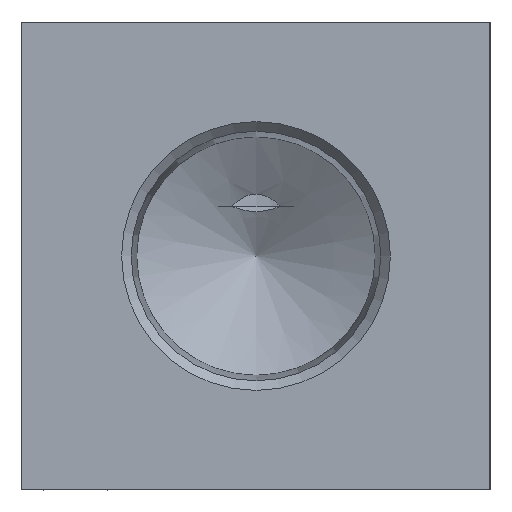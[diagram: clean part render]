
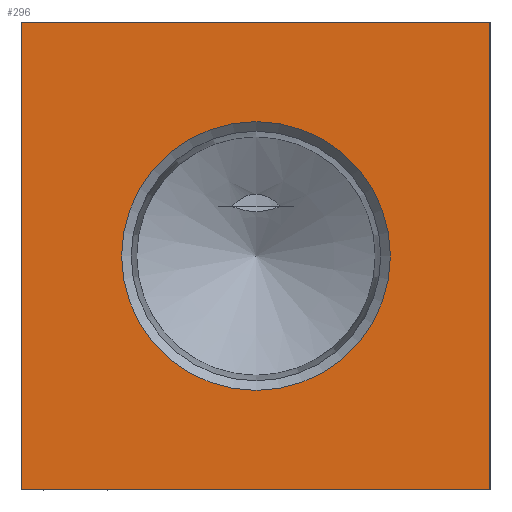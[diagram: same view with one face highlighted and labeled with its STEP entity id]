
A CAD part, left-side view. The second image highlights one B-rep face of the part: STEP entity #296.
In plain terms, the highlighted planar face has unit normal (-1, 0, 0).
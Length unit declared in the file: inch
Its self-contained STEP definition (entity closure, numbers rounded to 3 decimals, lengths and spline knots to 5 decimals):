
#296 = ADVANCED_FACE( '', ( #676, #677 ), #678, .F. );
#676 = FACE_BOUND( '', #1153, .T. );
#677 = FACE_OUTER_BOUND( '', #1154, .T. );
#678 = PLANE( '', #1155 );
#1153 = EDGE_LOOP( '', ( #1962 ) );
#1154 = EDGE_LOOP( '', ( #1963, #1964, #1965, #1966 ) );
#1155 = AXIS2_PLACEMENT_3D( '', #1967, #1968, #1969 );
#1962 = ORIENTED_EDGE( '', *, *, #2975, .T. );
#1963 = ORIENTED_EDGE( '', *, *, #2976, .F. );
#1964 = ORIENTED_EDGE( '', *, *, #2944, .F. );
#1965 = ORIENTED_EDGE( '', *, *, #2977, .F. );
#1966 = ORIENTED_EDGE( '', *, *, #2978, .F. );
#1967 = CARTESIAN_POINT( '', ( 0., 0., 0. ) );
#1968 = DIRECTION( '', ( 1., 0., 0. ) );
#1969 = DIRECTION( '', ( 0., 0., -1. ) );
#2944 = EDGE_CURVE( '', #3618, #3619, #3620, .T. );
#2975 = EDGE_CURVE( '', #3664, #3664, #3665, .T. );
#2976 = EDGE_CURVE( '', #3619, #3666, #3667, .T. );
#2977 = EDGE_CURVE( '', #3668, #3618, #3669, .T. );
#2978 = EDGE_CURVE( '', #3666, #3668, #3670, .T. );
#3618 = VERTEX_POINT( '', #4534 );
#3619 = VERTEX_POINT( '', #4535 );
#3620 = LINE( '', #4536, #4537 );
#3664 = VERTEX_POINT( '', #4600 );
#3665 = CIRCLE( '', #4601, 0.86148 );
#3666 = VERTEX_POINT( '', #4602 );
#3667 = LINE( '', #4603, #4604 );
#3668 = VERTEX_POINT( '', #4605 );
#3669 = LINE( '', #4606, #4607 );
#3670 = LINE( '', #4608, #4609 );
#4534 = CARTESIAN_POINT( '', ( 0., 0., 0. ) );
#4535 = CARTESIAN_POINT( '', ( 0., 3., 0. ) );
#4536 = CARTESIAN_POINT( '', ( 0., 0., 0. ) );
#4537 = VECTOR( '', #5277, 39.37008 );
#4600 = CARTESIAN_POINT( '', ( 0., 1.5, 0.63852 ) );
#4601 = AXIS2_PLACEMENT_3D( '', #5303, #5304, #5305 );
#4602 = CARTESIAN_POINT( '', ( 0., 3., 3. ) );
#4603 = CARTESIAN_POINT( '', ( 0., 3., 0. ) );
#4604 = VECTOR( '', #5306, 39.37008 );
#4605 = CARTESIAN_POINT( '', ( 0., 0., 3. ) );
#4606 = CARTESIAN_POINT( '', ( 0., 0., 3. ) );
#4607 = VECTOR( '', #5307, 39.37008 );
#4608 = CARTESIAN_POINT( '', ( 0., 3., 3. ) );
#4609 = VECTOR( '', #5308, 39.37008 );
#5277 = DIRECTION( '', ( 0., 1., 0. ) );
#5303 = CARTESIAN_POINT( '', ( 0., 1.5, 1.5 ) );
#5304 = DIRECTION( '', ( 1., 0., 0. ) );
#5305 = DIRECTION( '', ( 0., 0., -1. ) );
#5306 = DIRECTION( '', ( 0., 0., 1. ) );
#5307 = DIRECTION( '', ( 0., 0., -1. ) );
#5308 = DIRECTION( '', ( 0., -1., 0. ) );
